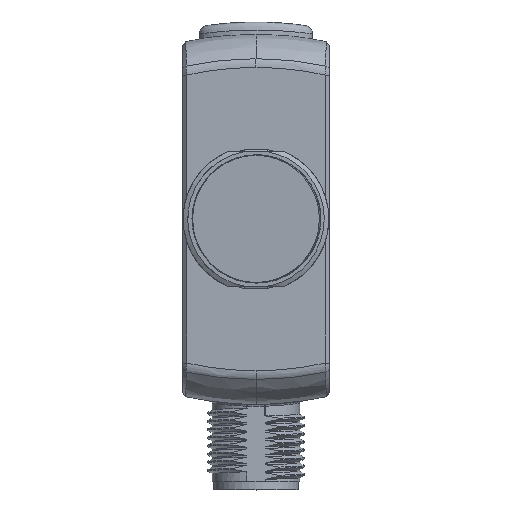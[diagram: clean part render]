
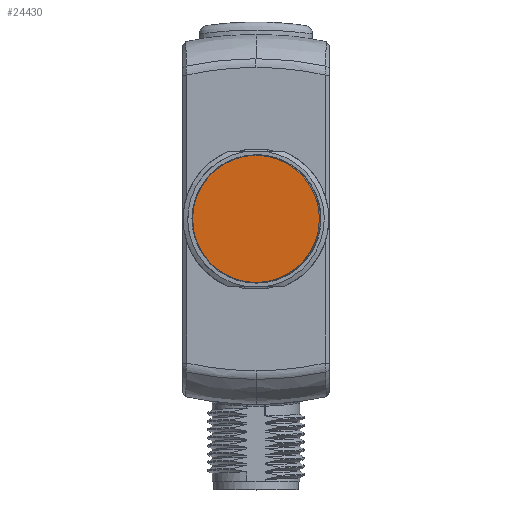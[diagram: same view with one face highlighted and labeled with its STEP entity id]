
A CAD part, top view. The second image highlights one B-rep face of the part: STEP entity #24430.
In plain terms, the highlighted face is planar.
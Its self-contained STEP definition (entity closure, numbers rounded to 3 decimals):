
#24363=CARTESIAN_POINT('',(0.,0.,1.5));
#24364=DIRECTION('',(0.,0.,-1.));
#24365=DIRECTION('',(-1.,0.,0.));
#24366=AXIS2_PLACEMENT_3D('',#24363,#24364,#24365);
#24368=CARTESIAN_POINT('',(0.,0.,1.5));
#24369=DIRECTION('',(0.,0.,-1.));
#24370=DIRECTION('',(1.,0.,0.));
#24371=AXIS2_PLACEMENT_3D('',#24368,#24369,#24370);
#24377=CARTESIAN_POINT('',(7.8,0.,1.5));
#24378=VERTEX_POINT('',#24377);
#24379=CARTESIAN_POINT('',(-7.8,0.,1.5));
#24380=VERTEX_POINT('',#24379);
#24421=CARTESIAN_POINT('',(0.,0.,1.5));
#24422=DIRECTION('',(0.,0.,1.));
#24423=DIRECTION('',(1.,0.,0.));
#24424=AXIS2_PLACEMENT_3D('',#24421,#24422,#24423);
#24425=PLANE('',#24424);
#24426=ORIENTED_EDGE('',*,*,#24401,.T.);
#24427=ORIENTED_EDGE('',*,*,#24415,.T.);
#24428=EDGE_LOOP('',(#24426,#24427));
#24429=FACE_OUTER_BOUND('',#24428,.F.);
#24430=ADVANCED_FACE('',(#24429),#24425,.T.);
#24367=CIRCLE('',#24366,7.8);
#24372=CIRCLE('',#24371,7.8);
#24401=EDGE_CURVE('',#24380,#24378,#24367,.T.);
#24415=EDGE_CURVE('',#24378,#24380,#24372,.T.);
